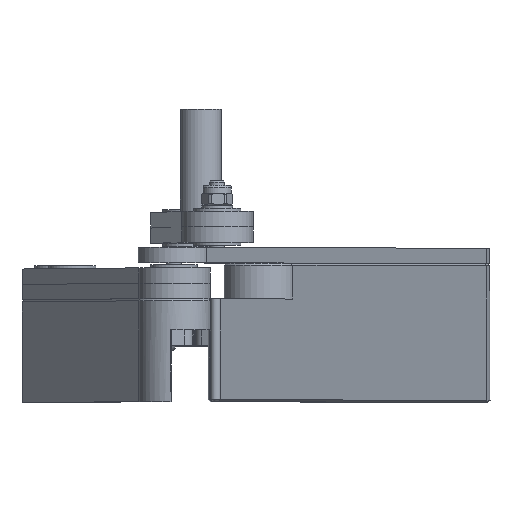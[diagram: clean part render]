
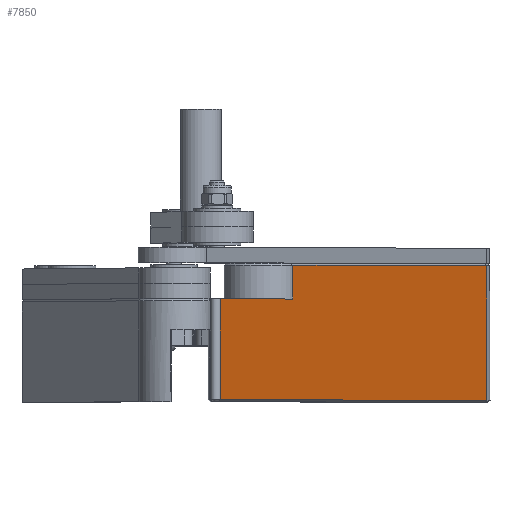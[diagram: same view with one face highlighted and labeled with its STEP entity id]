
A CAD part, top view. The second image highlights one B-rep face of the part: STEP entity #7850.
In plain terms, the highlighted face is planar.
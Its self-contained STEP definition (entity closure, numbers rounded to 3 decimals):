
#7485 = VERTEX_POINT('',#7486);
#7486 = CARTESIAN_POINT('',(-7.,0.,6.271));
#7493 = EDGE_CURVE('',#7494,#7485,#7496,.T.);
#7494 = VERTEX_POINT('',#7495);
#7495 = CARTESIAN_POINT('',(-7.,0.,40.));
#7496 = LINE('',#7497,#7498);
#7497 = CARTESIAN_POINT('',(-7.,0.,130.));
#7498 = VECTOR('',#7499,1.);
#7499 = DIRECTION('',(0.,0.,-1.));
#7598 = VERTEX_POINT('',#7599);
#7599 = CARTESIAN_POINT('',(-7.,-19.6,130.));
#7606 = EDGE_CURVE('',#7607,#7598,#7609,.T.);
#7607 = VERTEX_POINT('',#7608);
#7608 = CARTESIAN_POINT('',(-7.,6.6,130.));
#7609 = LINE('',#7610,#7611);
#7610 = CARTESIAN_POINT('',(-7.,0.,130.));
#7611 = VECTOR('',#7612,1.);
#7612 = DIRECTION('',(0.,-1.,0.));
#7829 = EDGE_CURVE('',#7494,#7830,#7832,.T.);
#7830 = VERTEX_POINT('',#7831);
#7831 = CARTESIAN_POINT('',(-7.,6.6,
    40.));
#7832 = LINE('',#7833,#7834);
#7833 = CARTESIAN_POINT('',(-7.,0.,40.));
#7834 = VECTOR('',#7835,1.);
#7835 = DIRECTION('',(0.,1.,0.));
#7850 = ADVANCED_FACE('',(#7851),#7876,.T.);
#7851 = FACE_BOUND('',#7852,.T.);
#7852 = EDGE_LOOP('',(#7853,#7861,#7867,#7868,#7874,#7875));
#7853 = ORIENTED_EDGE('',*,*,#7854,.T.);
#7854 = EDGE_CURVE('',#7485,#7855,#7857,.T.);
#7855 = VERTEX_POINT('',#7856);
#7856 = CARTESIAN_POINT('',(-7.,-19.6,6.271));
#7857 = LINE('',#7858,#7859);
#7858 = CARTESIAN_POINT('',(-7.,0.,6.271));
#7859 = VECTOR('',#7860,1.);
#7860 = DIRECTION('',(0.,-1.,0.));
#7861 = ORIENTED_EDGE('',*,*,#7862,.T.);
#7862 = EDGE_CURVE('',#7855,#7598,#7863,.T.);
#7863 = LINE('',#7864,#7865);
#7864 = CARTESIAN_POINT('',(-7.,-19.6,6.271));
#7865 = VECTOR('',#7866,1.);
#7866 = DIRECTION('',(0.,0.,1.));
#7867 = ORIENTED_EDGE('',*,*,#7606,.F.);
#7868 = ORIENTED_EDGE('',*,*,#7869,.T.);
#7869 = EDGE_CURVE('',#7607,#7830,#7870,.T.);
#7870 = LINE('',#7871,#7872);
#7871 = CARTESIAN_POINT('',(-7.,6.6,130.));
#7872 = VECTOR('',#7873,1.);
#7873 = DIRECTION('',(0.,0.,-1.));
#7874 = ORIENTED_EDGE('',*,*,#7829,.F.);
#7875 = ORIENTED_EDGE('',*,*,#7493,.T.);
#7876 = PLANE('',#7877);
#7877 = AXIS2_PLACEMENT_3D('',#7878,#7879,#7880);
#7878 = CARTESIAN_POINT('',(-7.,-7.283,
    68.919));
#7879 = DIRECTION('',(-1.,0.,0.));
#7880 = DIRECTION('',(0.,-1.,0.));
